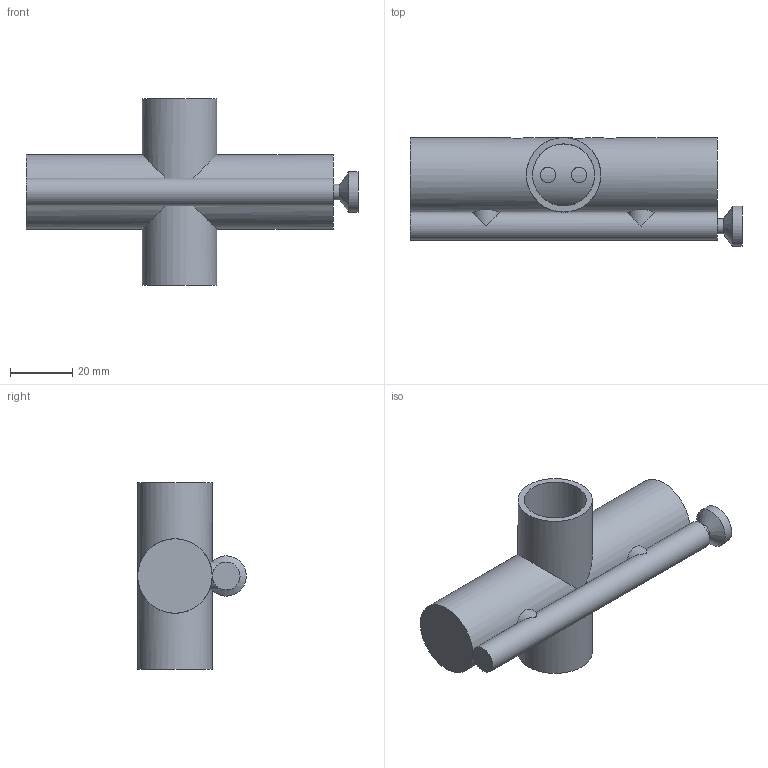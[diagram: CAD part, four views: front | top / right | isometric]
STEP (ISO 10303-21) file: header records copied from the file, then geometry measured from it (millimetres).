
FILE_DESCRIPTION(/* description */ (''),/* implementation_level */ '2;1');
FILE_NAME(/* name */ 'Timer v8.step',/* time_stamp */ '2020-03-25T22:40:48-07:00',/* author */ (''),/* organization */ (''),/* preprocessor_version */ 'ST-DEVELOPER v18',/* originating_system */ 'Autodesk Translation Framework v8.12.0.6',/* authorisation */ '');
FILE_SCHEMA (('AUTOMOTIVE_DESIGN { 1 0 10303 214 3 1 1 }'));
Length unit declared in the file: millimetre
Products named in the file (4): Timer; Cylinder; Piston; Valve
Assembly tree (3 placements, depth 2):
  Timer
    Cylinder
    Piston
    Valve
Bounding box: 107 x 35 x 60 mm (x, y, z)
Volume: 45583.6 mm3; surface area: 32727.5 mm2
Topology: 3 solids, 4 shells, 104 faces, 277 edges, 177 vertices
Faces by surface type: cylinder 69, plane 26, cone 7, bspline 2
Full cylindrical faces by diameter (mm): 3.186 x1, 4.234 x11, 5 x14, 5.12 x10, 9 x1, 10.094 x1, 13 x1, 14 x1, 20 x7, 24 x2
Entity records: 5863 total; most frequent: CARTESIAN_POINT 3225, ORIENTED_EDGE 550, DIRECTION 490, EDGE_CURVE 275, AXIS2_PLACEMENT_3D 208, VERTEX_POINT 177, EDGE_LOOP 130, FACE_OUTER_BOUND 104
